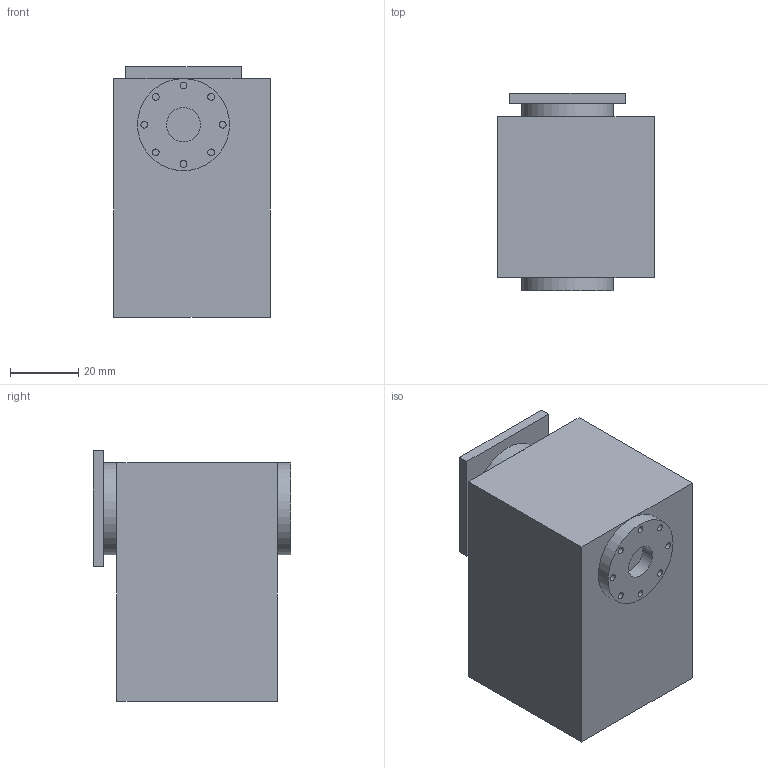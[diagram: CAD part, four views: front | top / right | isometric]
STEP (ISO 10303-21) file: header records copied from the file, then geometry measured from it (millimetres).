
FILE_DESCRIPTION(/* description */ (''),/* implementation_level */ '2;1');
FILE_NAME(/* name */ 'dummy_left_leg0.stp',/* time_stamp */ '2019-12-11T17:58:51+00:00',/* author */ (''),/* organization */ (''),/* preprocessor_version */ 'ST-DEVELOPER v18',/* originating_system */ 'Autodesk Translation Framework v8.9.1.1155',/* authorisation */ '');
FILE_SCHEMA (('AUTOMOTIVE_DESIGN { 1 0 10303 214 3 1 1 }'));
Length unit declared in the file: centimetre
Products named in the file (1): upper hip(Mirror)
Bounding box: 46 x 58 x 73.5 mm (x, y, z)
Volume: 158662.7 mm3; surface area: 20169.2 mm2
Topology: 1 solids, 1 shells, 51 faces, 88 edges, 58 vertices
Faces by surface type: plane 31, cylinder 20
Full cylindrical faces by diameter (mm): 2 x16, 10 x2, 27 x2
Entity records: 1271 total; most frequent: DIRECTION 234, CARTESIAN_POINT 198, ORIENTED_EDGE 176, AXIS2_PLACEMENT_3D 94, EDGE_CURVE 88, EDGE_LOOP 70, VERTEX_POINT 58, FACE_OUTER_BOUND 51
